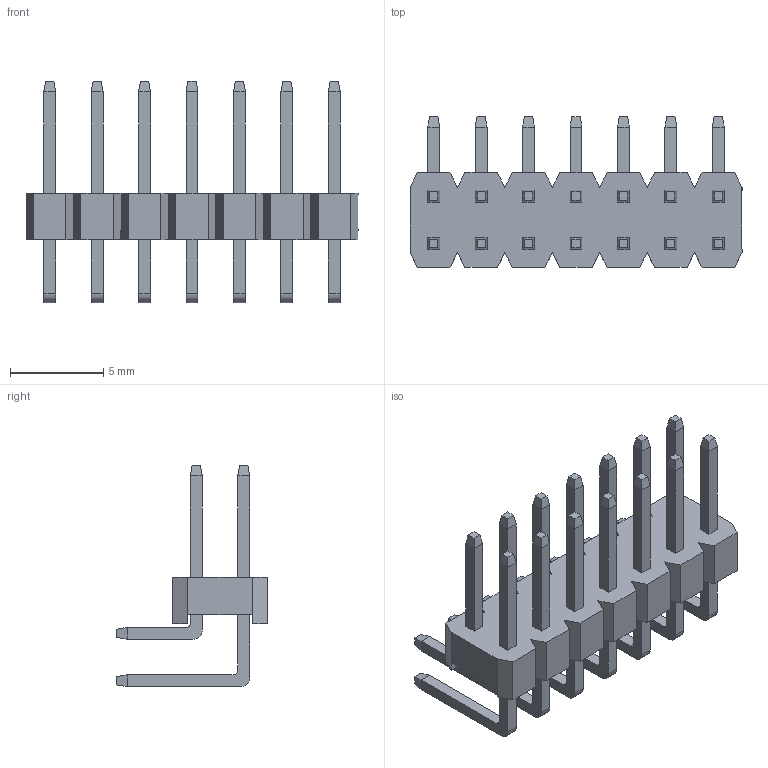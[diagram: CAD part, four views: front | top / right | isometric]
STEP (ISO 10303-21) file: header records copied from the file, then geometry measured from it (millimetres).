
FILE_DESCRIPTION (( 'STEP AP214' ), '1' );
FILE_NAME ('FPH25461-D14B1014190707B-REF.STEP', '2026-01-09T09:30:56', ( '' ), ( '' ), 'SwSTEP 2.0', 'SolidWorks 2021', '' );
FILE_SCHEMA (( 'AUTOMOTIVE_DESIGN' ));
Length unit declared in the file: millimetre
Products named in the file (1): FPH25461-D14B1014190707B-REF
Bounding box: 17.78 x 8.08 x 11.86 mm (x, y, z)
Volume: 260.5 mm3; surface area: 805.8 mm2
Topology: 1 solids, 1 shells, 382 faces, 944 edges, 592 vertices
Faces by surface type: plane 354, cylinder 28
Entity records: 11002 total; most frequent: CARTESIAN_POINT 1919, ORIENTED_EDGE 1888, DIRECTION 1766, EDGE_CURVE 944, LINE 888, VECTOR 888, VERTEX_POINT 592, AXIS2_PLACEMENT_3D 439
